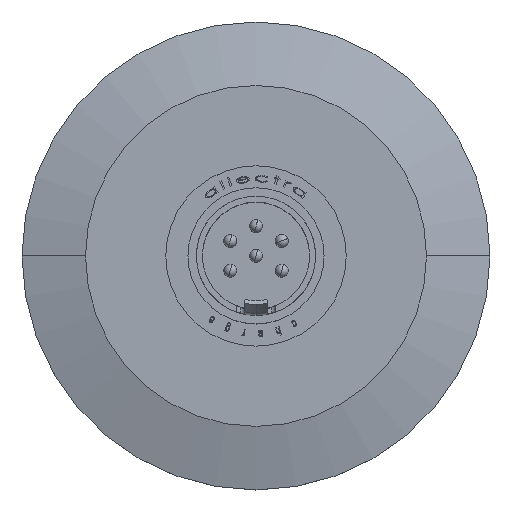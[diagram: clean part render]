
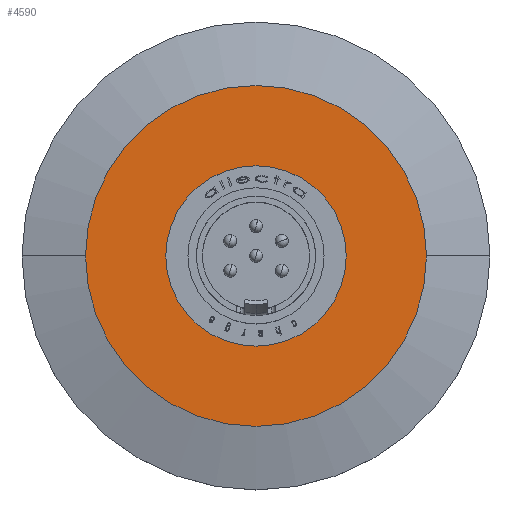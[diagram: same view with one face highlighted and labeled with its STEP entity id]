
A CAD part, top view. The second image highlights one B-rep face of the part: STEP entity #4590.
In plain terms, the highlighted face is planar.
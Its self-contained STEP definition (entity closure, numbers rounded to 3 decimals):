
#1078 = CARTESIAN_POINT ( 'NONE',  ( 5., 0., -20.036 ) ) ;
#1105 = VERTEX_POINT ( 'NONE', #1078 ) ;
#2388 = EDGE_CURVE ( 'NONE', #6124, #9699, #11723, .T. ) ;
#2490 = VERTEX_POINT ( 'NONE', #2704 ) ;
#2677 = CARTESIAN_POINT ( 'NONE',  ( 5., 0., -10.6 ) ) ;
#2704 = CARTESIAN_POINT ( 'NONE',  ( 5., 0., 20.036 ) ) ;
#2739 = CARTESIAN_POINT ( 'NONE',  ( 5., 0., 10.6 ) ) ;
#2874 = DIRECTION ( 'NONE',  ( 0., 0., 1. ) ) ;
#2901 = DIRECTION ( 'NONE',  ( -1., 0., 0. ) ) ;
#2919 = CARTESIAN_POINT ( 'NONE',  ( 5., 0., 0. ) ) ;
#3967 = ORIENTED_EDGE ( 'NONE', *, *, #7779, .T. ) ;
#4009 = FACE_OUTER_BOUND ( 'NONE', #7743, .T. ) ;
#4055 = DIRECTION ( 'NONE',  ( 0., 0., -1. ) ) ;
#4067 = DIRECTION ( 'NONE',  ( 1., 0., 0. ) ) ;
#4088 = CARTESIAN_POINT ( 'NONE',  ( 5., 0., 0. ) ) ;
#4101 = FACE_BOUND ( 'NONE', #9789, .T. ) ;
#4158 = CIRCLE ( 'NONE', #5671, 20.036 ) ;
#4590 = ADVANCED_FACE ( 'NONE', ( #4101, #4009 ), #14092, .T. ) ;
#5404 = AXIS2_PLACEMENT_3D ( 'NONE', #2919, #2901, #2874 ) ;
#5510 = AXIS2_PLACEMENT_3D ( 'NONE', #4088, #4067, #4055 ) ;
#5671 = AXIS2_PLACEMENT_3D ( 'NONE', #6491, #6448, #6403 ) ;
#6124 = VERTEX_POINT ( 'NONE', #2739 ) ;
#6403 = DIRECTION ( 'NONE',  ( 0., 0., -1. ) ) ;
#6448 = DIRECTION ( 'NONE',  ( 1., 0., 0. ) ) ;
#6491 = CARTESIAN_POINT ( 'NONE',  ( 5., 0., 0. ) ) ;
#6966 = ORIENTED_EDGE ( 'NONE', *, *, #7314, .T. ) ;
#7153 = AXIS2_PLACEMENT_3D ( 'NONE', #13887, #13662, #13296 ) ;
#7314 = EDGE_CURVE ( 'NONE', #2490, #1105, #4158, .T. ) ;
#7342 = ORIENTED_EDGE ( 'NONE', *, *, #2388, .T. ) ;
#7743 = EDGE_LOOP ( 'NONE', ( #6966, #3967 ) ) ;
#7779 = EDGE_CURVE ( 'NONE', #1105, #2490, #13220, .T. ) ;
#7832 = EDGE_CURVE ( 'NONE', #9699, #6124, #13177, .T. ) ;
#8463 = DIRECTION ( 'NONE',  ( 0., 0., 1. ) ) ;
#8675 = DIRECTION ( 'NONE',  ( -1., 0., 0. ) ) ;
#8815 = CARTESIAN_POINT ( 'NONE',  ( 5., 0., 0. ) ) ;
#9417 = AXIS2_PLACEMENT_3D ( 'NONE', #8815, #8675, #8463 ) ;
#9699 = VERTEX_POINT ( 'NONE', #2677 ) ;
#9789 = EDGE_LOOP ( 'NONE', ( #7342, #13803 ) ) ;
#11723 = CIRCLE ( 'NONE', #9417, 10.6 ) ;
#13177 = CIRCLE ( 'NONE', #5404, 10.6 ) ;
#13220 = CIRCLE ( 'NONE', #5510, 20.036 ) ;
#13296 = DIRECTION ( 'NONE',  ( 0., 0., -1. ) ) ;
#13662 = DIRECTION ( 'NONE',  ( 1., 0., 0. ) ) ;
#13803 = ORIENTED_EDGE ( 'NONE', *, *, #7832, .T. ) ;
#13887 = CARTESIAN_POINT ( 'NONE',  ( 5., 0., 0. ) ) ;
#14092 = PLANE ( 'NONE',  #7153 ) ;
